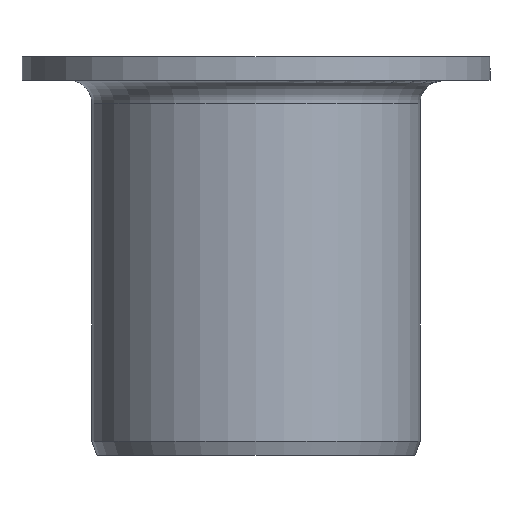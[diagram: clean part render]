
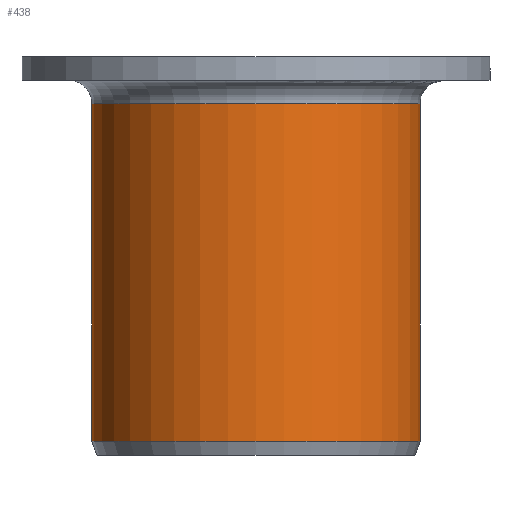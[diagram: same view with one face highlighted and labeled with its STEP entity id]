
A CAD part, left-side view. The second image highlights one B-rep face of the part: STEP entity #438.
In plain terms, the highlighted cylindrical face has radius 7 mm (diameter 14 mm), a partial arc.
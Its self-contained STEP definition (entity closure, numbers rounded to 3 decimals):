
#118=DIRECTION('',(0.,0.,-1.));
#119=VECTOR('',#118,14.4);
#120=CARTESIAN_POINT('',(0.,7.,-2.));
#121=LINE('',#120,#119);
#122=DIRECTION('',(0.,0.,-1.));
#123=VECTOR('',#122,14.4);
#124=CARTESIAN_POINT('',(0.,-7.,-2.));
#125=LINE('',#124,#123);
#148=CARTESIAN_POINT('',(0.,0.,-2.));
#149=DIRECTION('',(0.,0.,-1.));
#150=DIRECTION('',(0.,-1.,0.));
#151=AXIS2_PLACEMENT_3D('',#148,#149,#150);
#153=CARTESIAN_POINT('',(0.,0.,-16.4));
#154=DIRECTION('',(0.,0.,-1.));
#155=DIRECTION('',(0.,-1.,0.));
#156=AXIS2_PLACEMENT_3D('',#153,#154,#155);
#217=CARTESIAN_POINT('',(0.,-7.,-2.));
#218=CARTESIAN_POINT('',(0.,-7.,-16.4));
#219=VERTEX_POINT('',#217);
#220=VERTEX_POINT('',#218);
#229=CARTESIAN_POINT('',(0.,7.,-2.));
#230=CARTESIAN_POINT('',(0.,7.,-16.4));
#231=VERTEX_POINT('',#229);
#232=VERTEX_POINT('',#230);
#426=CARTESIAN_POINT('',(0.,0.,0.85));
#427=DIRECTION('',(0.,0.,-1.));
#428=DIRECTION('',(0.,-1.,0.));
#429=AXIS2_PLACEMENT_3D('',#426,#427,#428);
#430=CYLINDRICAL_SURFACE('',#429,7.);
#431=ORIENTED_EDGE('',*,*,#394,.T.);
#433=ORIENTED_EDGE('',*,*,#432,.T.);
#434=ORIENTED_EDGE('',*,*,#390,.F.);
#435=ORIENTED_EDGE('',*,*,#375,.F.);
#436=EDGE_LOOP('',(#431,#433,#434,#435));
#437=FACE_OUTER_BOUND('',#436,.F.);
#438=ADVANCED_FACE('',(#437),#430,.T.);
#152=CIRCLE('',#151,7.);
#157=CIRCLE('',#156,7.);
#375=EDGE_CURVE('',#219,#231,#152,.T.);
#390=EDGE_CURVE('',#231,#232,#121,.T.);
#394=EDGE_CURVE('',#219,#220,#125,.T.);
#432=EDGE_CURVE('',#220,#232,#157,.T.);
